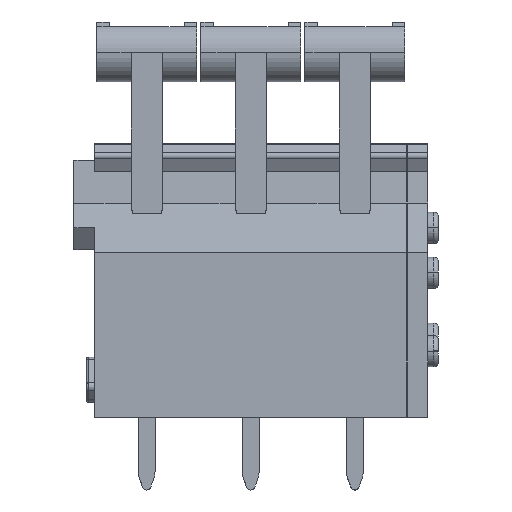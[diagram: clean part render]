
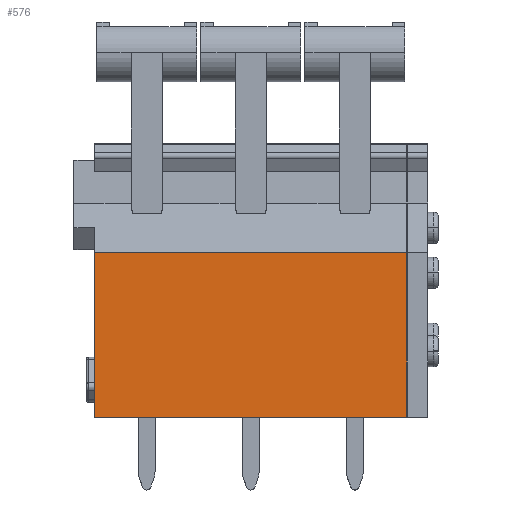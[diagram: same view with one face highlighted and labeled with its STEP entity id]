
A CAD part, front view. The second image highlights one B-rep face of the part: STEP entity #576.
In plain terms, the highlighted planar face has unit normal (0, -1, 0).
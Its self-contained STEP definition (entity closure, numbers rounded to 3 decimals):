
#576=ADVANCED_FACE('',(#1563),#1564,.T.);
#1563=FACE_OUTER_BOUND('',#2961,.T.);
#1564=PLANE('',#2962);
#2961=EDGE_LOOP('',(#4755,#4756,#4757,#4758));
#2962=AXIS2_PLACEMENT_3D('',#4759,#4760,#4761);
#4755=ORIENTED_EDGE('',*,*,#8855,.T.);
#4756=ORIENTED_EDGE('',*,*,#8857,.F.);
#4757=ORIENTED_EDGE('',*,*,#8858,.F.);
#4758=ORIENTED_EDGE('',*,*,#8611,.T.);
#4759=CARTESIAN_POINT('',(0.0,-7.5,1.35));
#4760=DIRECTION('',(0.0,-1.0,0.0));
#4761=DIRECTION('',(0.0,0.0,-1.0));
#8611=EDGE_CURVE('',#10403,#10401,#10404,.T.);
#8855=EDGE_CURVE('',#10401,#10828,#10830,.T.);
#8857=EDGE_CURVE('',#10832,#10828,#10833,.T.);
#8858=EDGE_CURVE('',#10403,#10832,#10834,.T.);
#10401=VERTEX_POINT('',#12979);
#10403=VERTEX_POINT('',#12982);
#10404=LINE('',#12983,#12984);
#10828=VERTEX_POINT('',#13601);
#10830=LINE('',#13604,#13605);
#10832=VERTEX_POINT('',#13607);
#10833=LINE('',#13608,#13609);
#10834=LINE('',#13610,#13611);
#12979=CARTESIAN_POINT('',(0.0,-7.5,-6.55));
#12982=CARTESIAN_POINT('',(0.0,-7.5,1.35));
#12983=CARTESIAN_POINT('',(0.0,-7.5,1.35));
#12984=VECTOR('',#16424,1.0);
#13601=CARTESIAN_POINT('',(15.0,-7.5,-6.55));
#13604=CARTESIAN_POINT('',(0.0,-7.5,-6.55));
#13605=VECTOR('',#16676,1.0);
#13607=CARTESIAN_POINT('',(15.0,-7.5,1.35));
#13608=CARTESIAN_POINT('',(15.0,-7.5,1.35));
#13609=VECTOR('',#16677,1.0);
#13610=CARTESIAN_POINT('',(0.0,-7.5,1.35));
#13611=VECTOR('',#16678,1.0);
#16424=DIRECTION('',(0.0,0.0,-1.0));
#16676=DIRECTION('',(1.0,0.0,0.0));
#16677=DIRECTION('',(0.0,0.0,-1.0));
#16678=DIRECTION('',(1.0,0.0,0.0));
